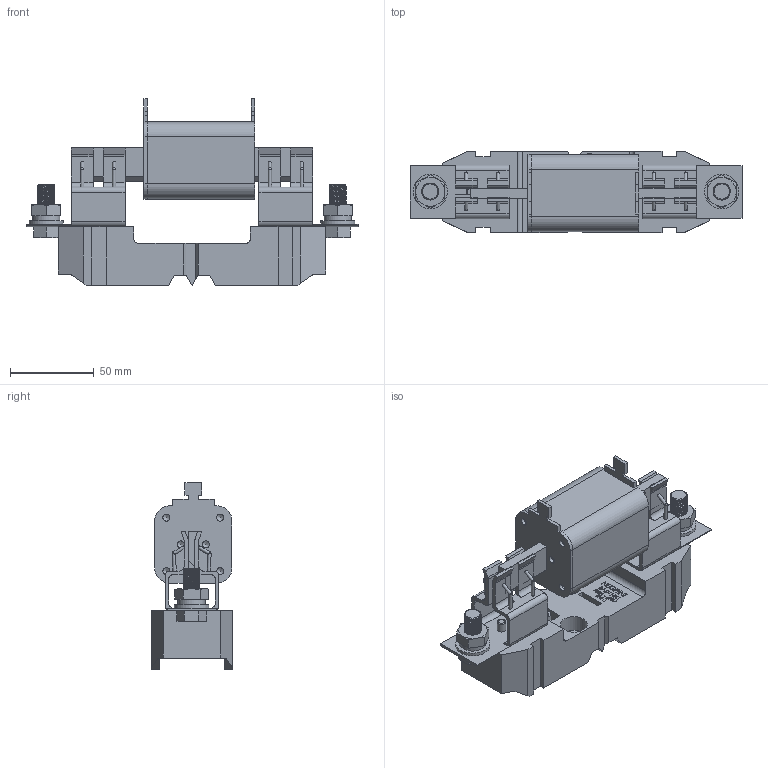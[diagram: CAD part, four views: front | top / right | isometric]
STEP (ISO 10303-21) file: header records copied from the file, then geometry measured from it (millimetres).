
FILE_DESCRIPTION (( 'STEP AP214' ), '1' );
FILE_NAME ('Base _ Fuse.STEP', '2023-11-14T13:14:11', ( '' ), ( '' ), 'SwSTEP 2.0', 'SolidWorks 2022', '' );
FILE_SCHEMA (( 'AUTOMOTIVE_DESIGN' ));
Length unit declared in the file: millimetre
Products named in the file (3): Fuse NH1 250A 500V; Base _ Fuse; Base Fusível NH1_Valor predeterminado
Assembly tree (2 placements, depth 2):
  Base _ Fuse
    Base Fusível NH1_Valor predeterminado
    Fuse NH1 250A 500V
Bounding box: 197.8 x 48.2 x 111.24 mm (x, y, z)
Volume: 327853.2 mm3; surface area: 81120.1 mm2
Topology: 4 solids, 4 shells, 552 faces, 2108 edges, 1681 vertices
Faces by surface type: plane 380, cylinder 109, cone 32, bspline 16, sphere 8, torus 7
Full cylindrical faces by diameter (mm): 2 x16, 3.686 x1, 4.2 x18, 5 x4, 6.289 x1, 11 x2, 16 x2, 16.2 x2, 20.5 x2
Entity records: 39114 total; most frequent: CARTESIAN_POINT 17819, ORIENTED_EDGE 3956, DIRECTION 2803, EDGE_CURVE 1978, VERTEX_POINT 1642, VECTOR 1215, LINE 1215, AXIS2_PLACEMENT_3D 794
